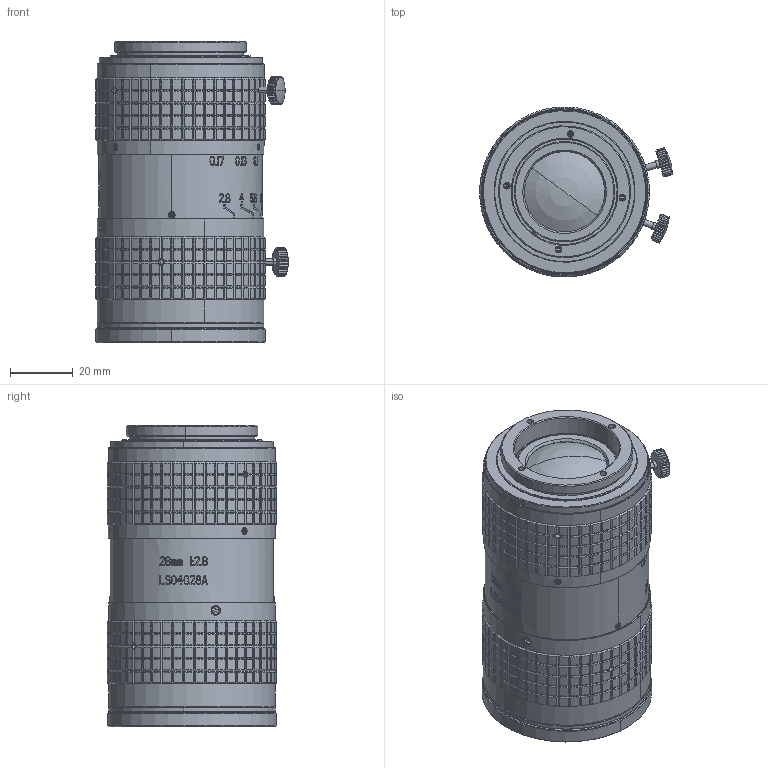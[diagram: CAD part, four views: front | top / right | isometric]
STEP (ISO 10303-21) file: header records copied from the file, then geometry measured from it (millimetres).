
FILE_DESCRIPTION(('FreeCAD Model'),'2;1');
FILE_NAME('Open CASCADE Shape Model','2025-01-22T14:59:31',(''),(''), 'Open CASCADE STEP processor 7.8','FreeCAD','Unknown');
FILE_SCHEMA(('AUTOMOTIVE_DESIGN { 1 0 10303 214 1 1 1 1 }'));
Length unit declared in the file: millimetre
Products named in the file (71): VA-LM42-29MP-28MM-F2.8-30C; 200_ASM_25_ASM; MT15139A-504_7; SOLID; COMPOUND012; COMPOUND; COMPOUND001; COMPOUND002; COMPOUND003; COMPOUND004; COMPOUND005; COMPOUND006; COMPOUND007; COMPOUND008; COMPOUND009; COMPOUND010; COMPOUND011; 201_ASM_8_ASM; 501_13; SOLID001; COMPOUND019; COMPOUND013; COMPOUND014; COMPOUND015; COMPOUND016; COMPOUND017; COMPOUND018; JP1_1_ASM; JP1_1_1; JS1_2_ASM; JS1_2_1; MT15139A-505_6; SOLID002; COMPOUND024; COMPOUND020; COMPOUND021; COMPOUND022; COMPOUND023; 522_1; M16552501_2 ...
Assembly tree (95 placements, depth 6):
  VA-LM42-29MP-28MM-F2.8-30C
    200_ASM_25_ASM
      MT15139A-504_7
        SOLID
        COMPOUND012
          COMPOUND
          COMPOUND001
          COMPOUND002
          COMPOUND003
          COMPOUND004
          COMPOUND005
          COMPOUND006
          COMPOUND007
          COMPOUND008
          COMPOUND009
          COMPOUND010
          COMPOUND011
      201_ASM_8_ASM
        501_13
          SOLID001
          COMPOUND019
            COMPOUND013
            COMPOUND014
            COMPOUND015
            COMPOUND016
            COMPOUND017
            COMPOUND018
        JP1_1_ASM
          JP1_1_1
        JS1_2_ASM
          JS1_2_1
      MT15139A-505_6
        SOLID002
        COMPOUND024
          COMPOUND020
          COMPOUND021
          COMPOUND022
          COMPOUND023
      522_1  x6
      M16552501_2  x6
      521_1
      M14252001_4  x10
      203_ASM_6_ASM
        MT15139A-503_5
          SOLID003
          COMPOUND028
            COMPOUND025
            COMPOUND026
            COMPOUND027
        JP4_2_ASM
          JP4_2_2
        JS3_1_ASM
          JS3_1_2
      MT15139A-507_12
        SOLID004
        COMPOUND031
          COMPOUND029
          COMPOUND030
      MT15139A-509_9
        SOLID005
Bounding box: 61.28 x 54 x 95.87 mm (x, y, z)
Volume: 83496.8 mm3; surface area: 97338.5 mm2
Topology: 43 solids, 76 shells, 5414 faces, 13251 edges, 8079 vertices
Faces by surface type: plane 2431, cylinder 1112, cone 1081, bspline 688, torus 90, sphere 12
Entity records: 166350 total; most frequent: CARTESIAN_POINT 64176, ORIENTED_EDGE 22814, DIRECTION 17383, EDGE_CURVE 11501, VERTEX_POINT 7002, AXIS2_PLACEMENT_3D 6944, B_SPLINE_CURVE_WITH_KNOTS 5229, FACE_BOUND 4947
